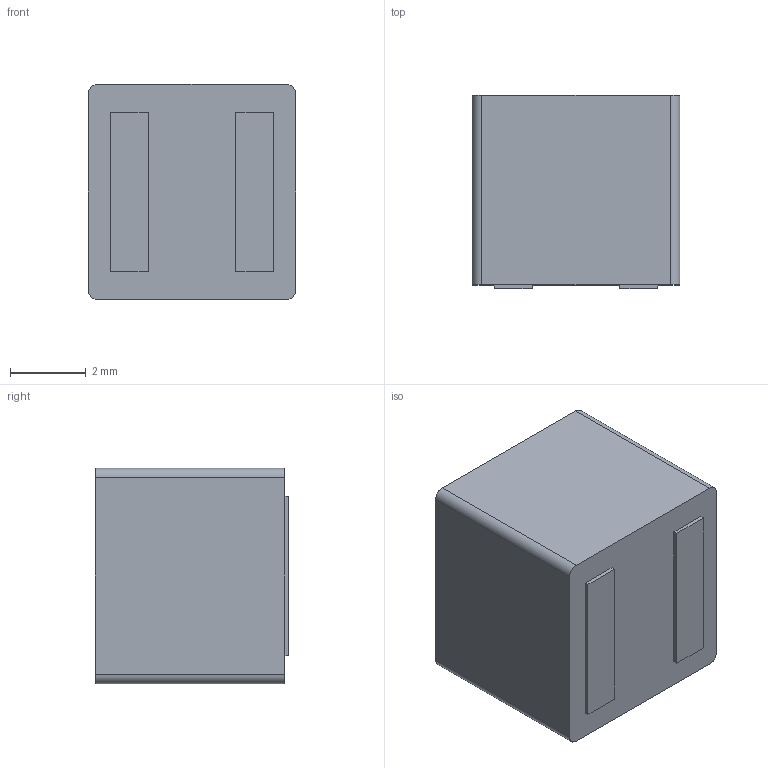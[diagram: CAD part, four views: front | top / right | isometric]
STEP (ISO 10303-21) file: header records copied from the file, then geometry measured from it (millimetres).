
FILE_DESCRIPTION (( 'STEP AP203' ), '1' );
FILE_NAME ('Coilcraft-XEL5050-103.STEP', '2019-02-23T18:36:10', ( '' ), ( '' ), 'SwSTEP 2.0', 'SolidWorks 2019', '' );
FILE_SCHEMA (( 'CONFIG_CONTROL_DESIGN' ));
Length unit declared in the file: millimetre
Products named in the file (1): Coilcraft-XEL5050-103
Bounding box: 5.48 x 5.1 x 5.68 mm (x, y, z)
Volume: 156.2 mm3; surface area: 173.7 mm2
Topology: 1 solids, 1 shells, 26 faces, 105 edges, 89 vertices
Faces by surface type: plane 22, cylinder 4
Entity records: 1638 total; most frequent: CARTESIAN_POINT 767, ORIENTED_EDGE 210, EDGE_CURVE 105, DIRECTION 94, VERTEX_POINT 89, B_SPLINE_CURVE_WITH_KNOTS 65, VECTOR 40, LINE 40
